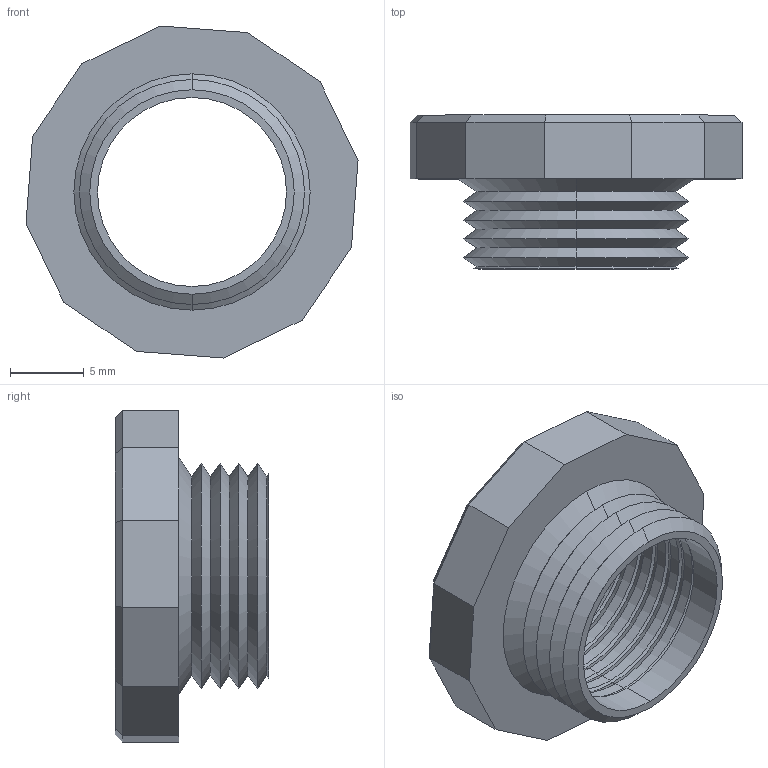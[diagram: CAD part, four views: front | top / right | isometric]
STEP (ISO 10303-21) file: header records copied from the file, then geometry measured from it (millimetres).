
FILE_DESCRIPTION (( 'STEP AP203' ), '1' );
FILE_NAME ('RR-5040-GY.STEP', '2006-03-16T10:46:46', ( 'bay06' ), ( '' ), 'SwSTEP 2.0', 'SolidWorks 2008', '' );
FILE_SCHEMA (( 'CONFIG_CONTROL_DESIGN' ));
Length unit declared in the file: inch
Products named in the file (1): RR-5040-GY
Bounding box: 22.48 x 10.41 x 22.48 mm (x, y, z)
Volume: 1260.9 mm3; surface area: 1724.7 mm2
Topology: 1 solids, 1 shells, 93 faces, 196 edges, 106 vertices
Faces by surface type: cone 50, plane 27, cylinder 16
Entity records: 2491 total; most frequent: DIRECTION 454, CARTESIAN_POINT 396, ORIENTED_EDGE 392, EDGE_CURVE 196, AXIS2_PLACEMENT_3D 164, VECTOR 126, LINE 126, VERTEX_POINT 106
